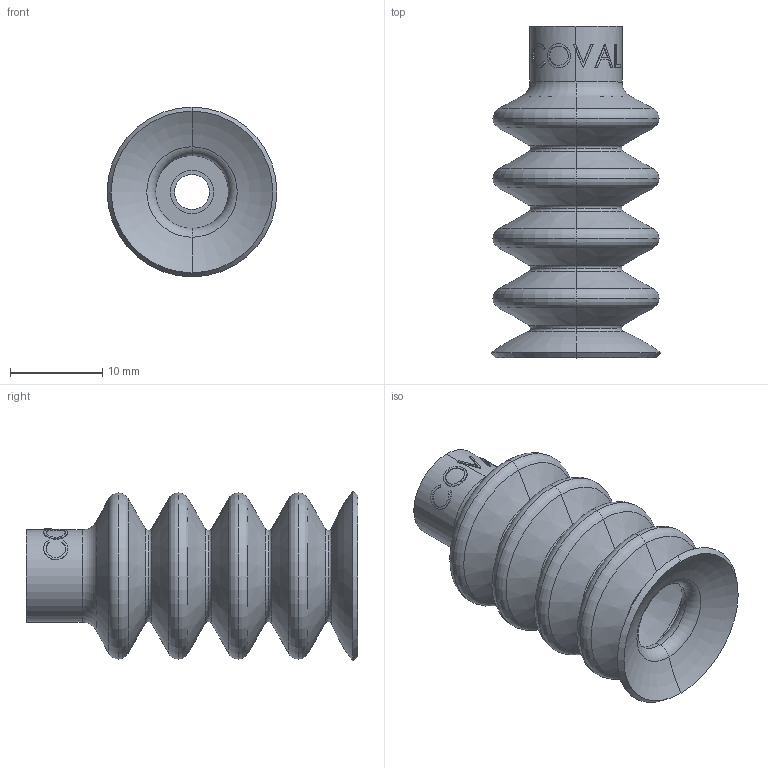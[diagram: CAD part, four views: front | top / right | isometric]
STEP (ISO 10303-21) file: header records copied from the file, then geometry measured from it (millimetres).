
FILE_DESCRIPTION(('STEP AP214'),'1');
FILE_NAME('COVAL_VSD18SIT5.stp','2017-12-27T18:38:00',('TraceParts'),('TraceParts S.A.'),'Spatial InterOp 3D',' ',' ');
FILE_SCHEMA(('automotive_design'));
Length unit declared in the file: millimetre
Products named in the file (1): COVAL_VSD18SIT5
Bounding box: 18.39 x 35.95 x 18.39 mm (x, y, z)
Volume: 2569.4 mm3; surface area: 4359.4 mm2
Topology: 1 solids, 1 shells, 169 faces, 371 edges, 212 vertices
Faces by surface type: torus 70, cone 36, bspline 29, plane 18, cylinder 16
Entity records: 10185 total; most frequent: CARTESIAN_POINT 5240, DIRECTION 768, ORIENTED_EDGE 742, EDGE_CURVE 371, AXIS2_PLACEMENT_3D 355, CIRCLE 214, VERTEX_POINT 212, EDGE_LOOP 179
